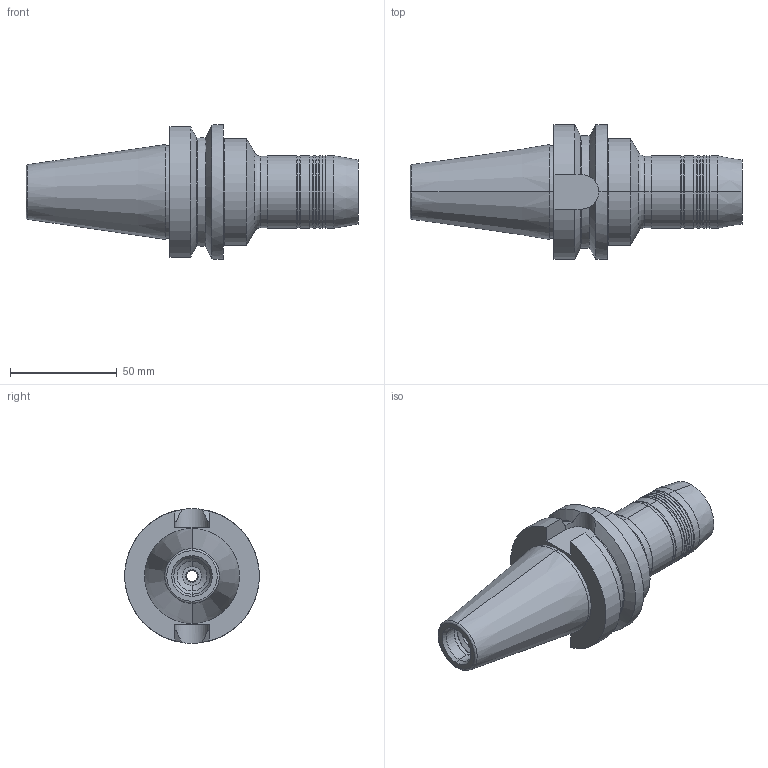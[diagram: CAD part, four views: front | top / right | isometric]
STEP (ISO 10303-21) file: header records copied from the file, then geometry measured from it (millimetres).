
FILE_DESCRIPTION (( 'STEP AP214' ), '1' );
FILE_NAME ('06.12.2018_39.05.043.005.STEP', '2018-12-07T13:22:36', ( '' ), ( '' ), 'SwSTEP 2.0', 'SolidWorks 2014', '' );
FILE_SCHEMA (( 'AUTOMOTIVE_DESIGN' ));
Length unit declared in the file: millimetre
Products named in the file (1): 06.12.2018_39.05.043.005
Bounding box: 155.4 x 63 x 63 mm (x, y, z)
Volume: 180700.7 mm3; surface area: 37215.9 mm2
Topology: 3 solids, 4 shells, 227 faces, 499 edges, 288 vertices
Faces by surface type: cylinder 72, plane 70, cone 67, torus 18
Entity records: 8994 total; most frequent: CARTESIAN_POINT 1446, DIRECTION 1111, ORIENTED_EDGE 990, EDGE_CURVE 495, AXIS2_PLACEMENT_3D 449, VERTEX_POINT 288, EDGE_LOOP 245, UNCERTAINTY_MEASURE_WITH_UNIT 232
